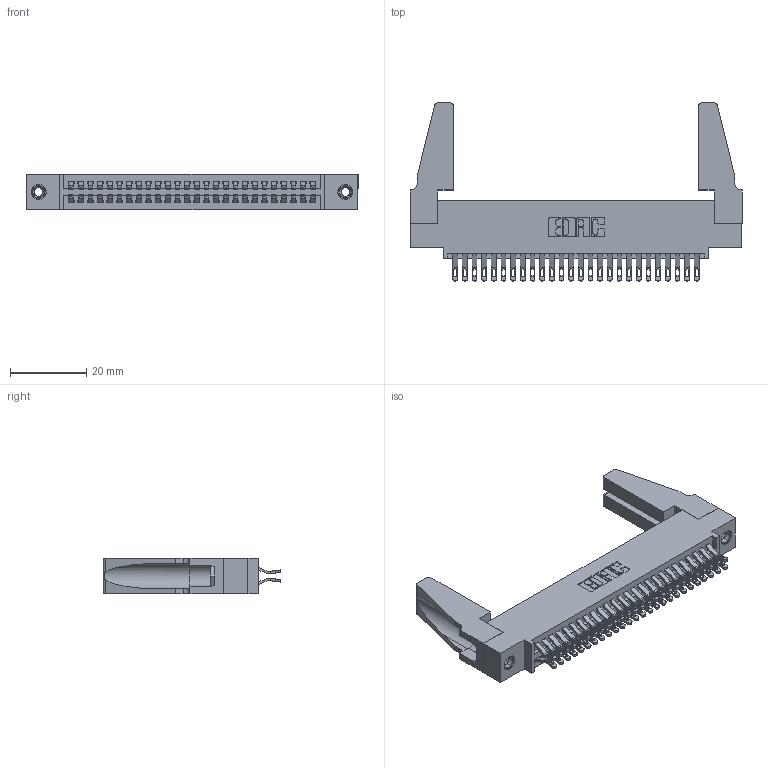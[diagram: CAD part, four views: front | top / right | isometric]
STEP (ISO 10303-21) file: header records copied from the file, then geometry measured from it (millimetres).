
FILE_DESCRIPTION (( 'STEP AP203' ), '1' );
FILE_NAME ('345-052-555-588.STEP', '2019-10-29T17:10:48', ( '' ), ( '' ), 'SwSTEP 2.0', 'SolidWorks 2016', '' );
FILE_SCHEMA (( 'CONFIG_CONTROL_DESIGN' ));
Length unit declared in the file: inch
Products named in the file (5): 345 Part_0.110 Offset - 0.156 Dia-TH; 345-052-555-588; 345-292-001_555 Tail; 345-220-078_345-220-088; 345-250-001_345-250-001-102
Assembly tree (57 placements, depth 2):
  345-052-555-588
    345 Part_0.110 Offset - 0.156 Dia-TH
    345-292-001_555 Tail  x52
    345-250-001_345-250-001-102  x2
    345-220-078_345-220-088  x2
Bounding box: 87.27 x 46.79 x 9.4 mm (x, y, z)
Volume: 11659.3 mm3; surface area: 15856.4 mm2
Topology: 57 solids, 57 shells, 3166 faces, 9871 edges, 6570 vertices
Faces by surface type: plane 1768, cylinder 1382, cone 12, torus 4
Entity records: 25160 total; most frequent: CARTESIAN_POINT 4264, ORIENTED_EDGE 4128, DIRECTION 3752, EDGE_CURVE 2064, VECTOR 1766, LINE 1766, VERTEX_POINT 1370, AXIS2_PLACEMENT_3D 993
